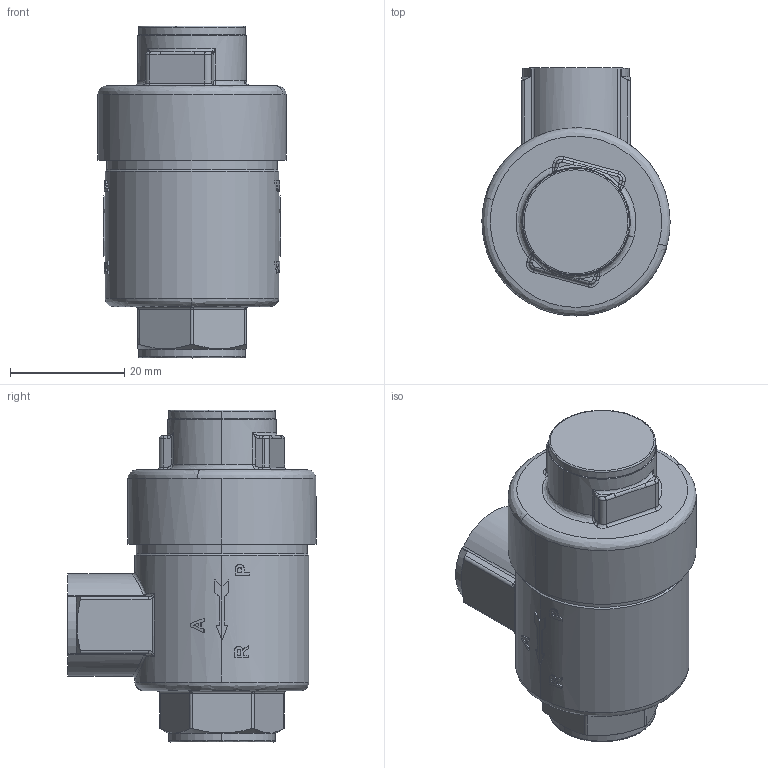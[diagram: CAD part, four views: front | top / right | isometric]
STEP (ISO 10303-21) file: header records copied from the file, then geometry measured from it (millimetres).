
FILE_DESCRIPTION (( 'STEP AP214' ), '1' );
FILE_NAME ('DRF.SNEL03.STEP', '2018-09-03T11:16:45', ( '' ), ( '' ), 'SwSTEP 2.0', 'SolidWorks 2018', '' );
FILE_SCHEMA (( 'AUTOMOTIVE_DESIGN' ));
Length unit declared in the file: millimetre
Products named in the file (1): DRF.SNEL03
Bounding box: 33 x 43.5 x 58.2 mm (x, y, z)
Volume: 39088.9 mm3; surface area: 7425.1 mm2
Topology: 1 solids, 1 shells, 266 faces, 672 edges, 407 vertices
Faces by surface type: bspline 123, cylinder 73, plane 57, cone 9, sphere 4
Entity records: 15382 total; most frequent: CARTESIAN_POINT 9947, ORIENTED_EDGE 1316, DIRECTION 805, EDGE_CURVE 658, VERTEX_POINT 407, EDGE_LOOP 279, AXIS2_PLACEMENT_3D 271, FACE_OUTER_BOUND 266
